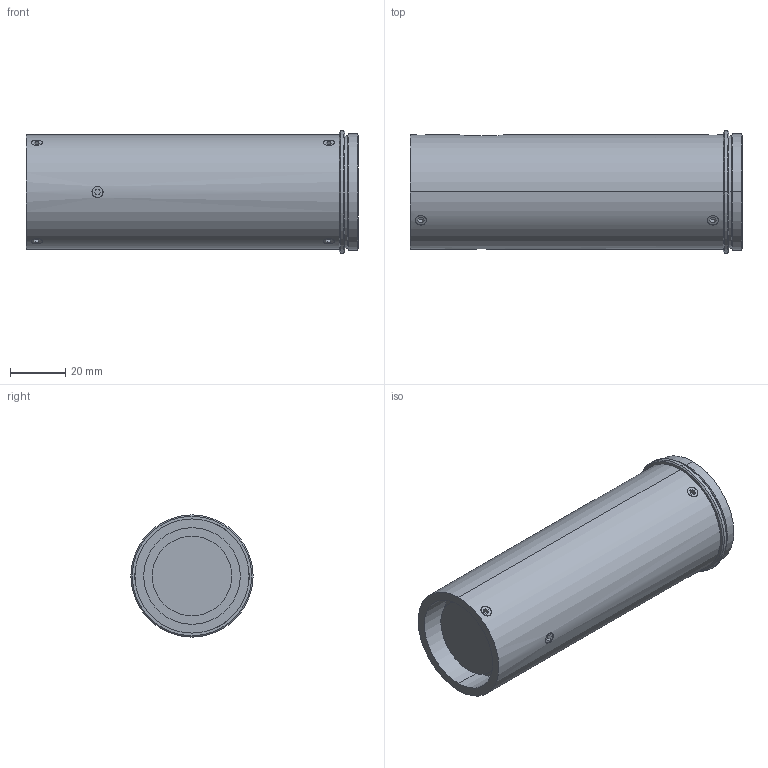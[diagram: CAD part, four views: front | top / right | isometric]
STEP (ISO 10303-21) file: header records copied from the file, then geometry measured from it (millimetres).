
FILE_DESCRIPTION (( 'STEP AP214' ), '1' );
FILE_NAME ('35-08-04-000 OUTLINE.STEP', '2012-11-15T21:28:33', ( '' ), ( '' ), 'SwSTEP 2.0', 'SolidWorks 2011', '' );
FILE_SCHEMA (( 'AUTOMOTIVE_DESIGN' ));
Length unit declared in the file: millimetre
Products named in the file (1): 35-08-04-000 OUTLINE
Bounding box: 120.02 x 44.2 x 44.2 mm (x, y, z)
Volume: 144227.5 mm3; surface area: 21821.2 mm2
Topology: 1 solids, 1 shells, 120 faces, 274 edges, 180 vertices
Faces by surface type: plane 76, cylinder 34, cone 8, sphere 2
Entity records: 4939 total; most frequent: CARTESIAN_POINT 1019, DIRECTION 566, ORIENTED_EDGE 548, EDGE_CURVE 274, VECTOR 192, LINE 192, AXIS2_PLACEMENT_3D 187, VERTEX_POINT 180
